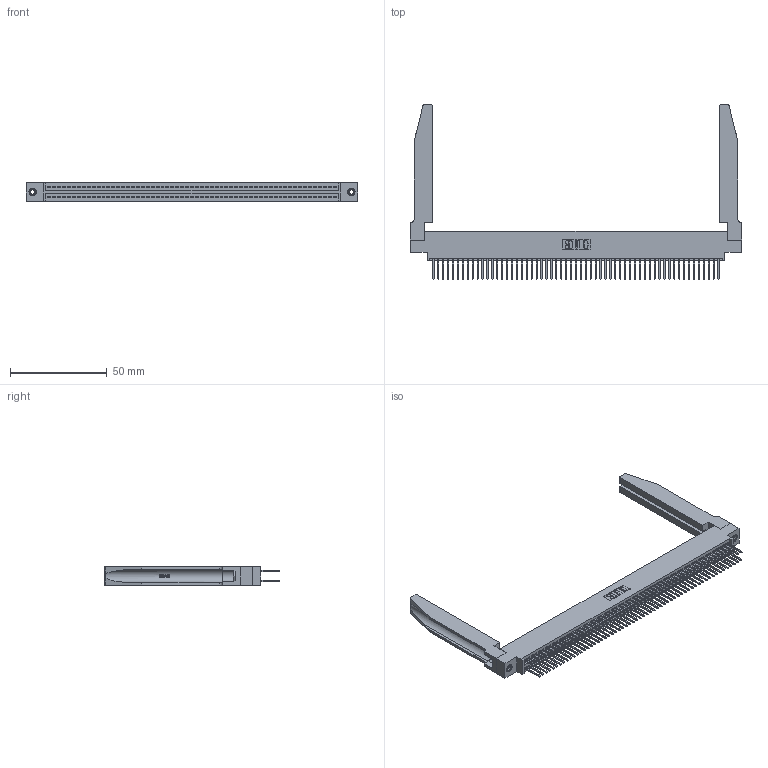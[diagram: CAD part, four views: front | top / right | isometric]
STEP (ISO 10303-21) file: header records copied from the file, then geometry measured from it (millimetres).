
FILE_DESCRIPTION (( 'STEP AP203' ), '1' );
FILE_NAME ('345-118-523-878.STEP', '2019-11-05T19:18:27', ( '' ), ( '' ), 'SwSTEP 2.0', 'SolidWorks 2016', '' );
FILE_SCHEMA (( 'CONFIG_CONTROL_DESIGN' ));
Length unit declared in the file: inch
Products named in the file (5): 345-292-001_345-293-123; 345-220-078_345-220-078; 345-250-001_345-250-001-102; 345 Part_0.170 Offset - 0.156 Dia-TH; 345-118-523-878
Assembly tree (123 placements, depth 2):
  345-118-523-878
    345 Part_0.170 Offset - 0.156 Dia-TH
    345-292-001_345-293-123  x118
    345-250-001_345-250-001-102  x2
    345-220-078_345-220-078  x2
Bounding box: 171.09 x 90.09 x 9.4 mm (x, y, z)
Volume: 24677 mm3; surface area: 33386.8 mm2
Topology: 123 solids, 123 shells, 6264 faces, 18543 edges, 12194 vertices
Faces by surface type: plane 4120, cylinder 2092, bspline 36, cone 12, torus 4
Entity records: 48894 total; most frequent: CARTESIAN_POINT 9099, ORIENTED_EDGE 7930, DIRECTION 6995, EDGE_CURVE 3965, LINE 3503, VECTOR 3503, VERTEX_POINT 2636, AXIS2_PLACEMENT_3D 1746
